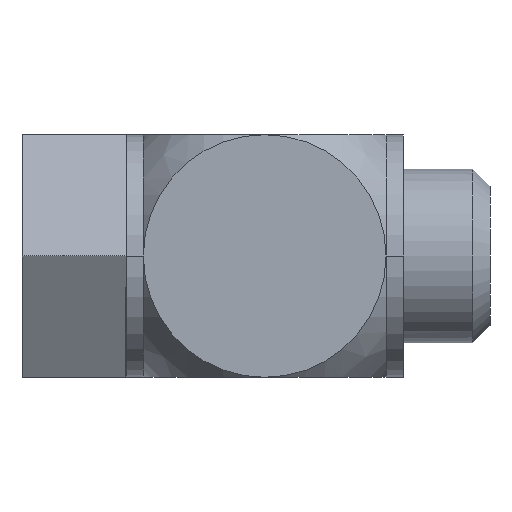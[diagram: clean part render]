
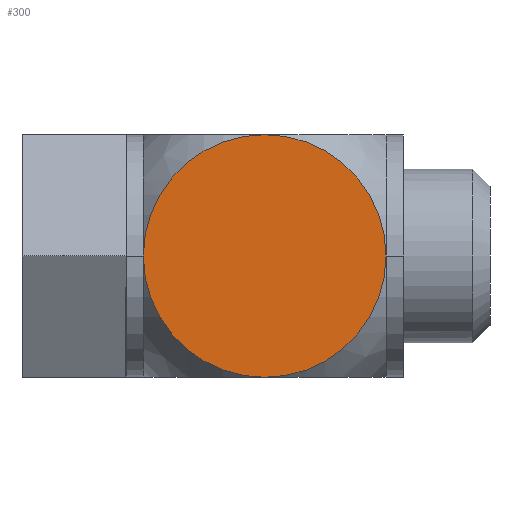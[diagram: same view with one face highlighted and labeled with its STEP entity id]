
A CAD part, left-side view. The second image highlights one B-rep face of the part: STEP entity #300.
In plain terms, the highlighted planar face has unit normal (-1, 0, 0).
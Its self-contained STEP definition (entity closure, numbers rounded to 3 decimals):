
#4 = EDGE_CURVE ( 'NONE', #283, #482, #816, .T. ) ;
#211 = EDGE_CURVE ( 'NONE', #482, #262, #1283, .T. ) ;
#251 = EDGE_CURVE ( 'NONE', #275, #283, #1401, .T. ) ;
#262 = VERTEX_POINT ( 'NONE', #1374 ) ;
#275 = VERTEX_POINT ( 'NONE', #1433 ) ;
#283 = VERTEX_POINT ( 'NONE', #1416 ) ;
#298 = EDGE_CURVE ( 'NONE', #262, #275, #2621, .T. ) ;
#300 = ADVANCED_FACE ( 'NONE', ( #2616 ), #2615, .F. ) ;
#301 = EDGE_LOOP ( 'NONE', ( #302, #303, #304, #305 ) ) ;
#302 = ORIENTED_EDGE ( 'NONE', *, *, #211, .T. ) ;
#303 = ORIENTED_EDGE ( 'NONE', *, *, #298, .T. ) ;
#304 = ORIENTED_EDGE ( 'NONE', *, *, #251, .T. ) ;
#305 = ORIENTED_EDGE ( 'NONE', *, *, #4, .T. ) ;
#482 = VERTEX_POINT ( 'NONE', #1692 ) ;
#812 = DIRECTION ( 'NONE',  ( 0., 0., -1. ) ) ;
#813 = DIRECTION ( 'NONE',  ( -1., 0., 0. ) ) ;
#814 = CARTESIAN_POINT ( 'NONE',  ( -3.5, 0., 0. ) ) ;
#815 = AXIS2_PLACEMENT_3D ( 'NONE', #814, #813, #812 ) ;
#816 = CIRCLE ( 'NONE', #815, 3.5 ) ;
#1275 = DIRECTION ( 'NONE',  ( 0., 0., -1. ) ) ;
#1276 = DIRECTION ( 'NONE',  ( -1., 0., 0. ) ) ;
#1277 = CARTESIAN_POINT ( 'NONE',  ( -3.5, 0., 0. ) ) ;
#1278 = AXIS2_PLACEMENT_3D ( 'NONE', #1277, #1276, #1275 ) ;
#1283 = CIRCLE ( 'NONE', #1278, 3.5 ) ;
#1374 = CARTESIAN_POINT ( 'NONE',  ( -3.5, 0., -3.5 ) ) ;
#1397 = DIRECTION ( 'NONE',  ( 0., 0., -1. ) ) ;
#1398 = DIRECTION ( 'NONE',  ( -1., 0., 0. ) ) ;
#1399 = CARTESIAN_POINT ( 'NONE',  ( -3.5, 0., 0. ) ) ;
#1400 = AXIS2_PLACEMENT_3D ( 'NONE', #1399, #1398, #1397 ) ;
#1401 = CIRCLE ( 'NONE', #1400, 3.5 ) ;
#1416 = CARTESIAN_POINT ( 'NONE',  ( -3.5, 0., 3.5 ) ) ;
#1433 = CARTESIAN_POINT ( 'NONE',  ( -3.5, -3.5, 0. ) ) ;
#1692 = CARTESIAN_POINT ( 'NONE',  ( -3.5, 3.5, 0. ) ) ;
#2610 = DIRECTION ( 'NONE',  ( 0., 0., -1. ) ) ;
#2611 = DIRECTION ( 'NONE',  ( 1., 0., 0. ) ) ;
#2612 = AXIS2_PLACEMENT_3D ( 'NONE', #2614, #2611, #2610 ) ;
#2614 = CARTESIAN_POINT ( 'NONE',  ( -3.5, 3.5, 3.5 ) ) ;
#2615 = PLANE ( 'NONE',  #2612 ) ;
#2616 = FACE_OUTER_BOUND ( 'NONE', #301, .T. ) ;
#2617 = DIRECTION ( 'NONE',  ( 0., 0., -1. ) ) ;
#2618 = DIRECTION ( 'NONE',  ( -1., 0., 0. ) ) ;
#2619 = CARTESIAN_POINT ( 'NONE',  ( -3.5, 0., 0. ) ) ;
#2620 = AXIS2_PLACEMENT_3D ( 'NONE', #2619, #2618, #2617 ) ;
#2621 = CIRCLE ( 'NONE', #2620, 3.5 ) ;
